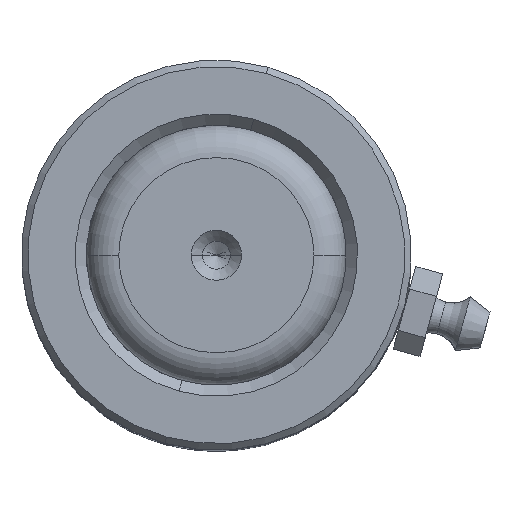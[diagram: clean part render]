
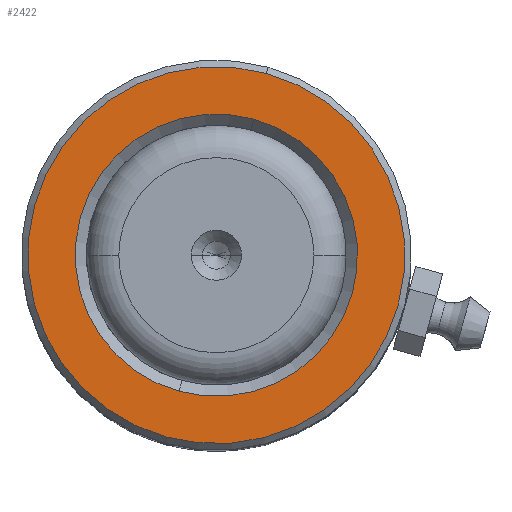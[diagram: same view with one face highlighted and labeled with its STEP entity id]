
A CAD part, top view. The second image highlights one B-rep face of the part: STEP entity #2422.
In plain terms, the highlighted planar face has unit normal (0, 0, 1).
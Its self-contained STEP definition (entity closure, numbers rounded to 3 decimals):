
#315 = EDGE_CURVE ( 'NONE', #1811, #5085, #7957, .T. ) ;
#1071 = PLANE ( 'NONE',  #8014 ) ;
#1279 = CARTESIAN_POINT ( 'NONE',  ( 20.3, 0., 80. ) ) ;
#1678 = CIRCLE ( 'NONE', #2974, 15.2 ) ;
#1717 = DIRECTION ( 'NONE',  ( 1., 0., 0. ) ) ;
#1811 = VERTEX_POINT ( 'NONE', #8390 ) ;
#1837 = CARTESIAN_POINT ( 'NONE',  ( -20.3, 0., 80. ) ) ;
#1977 = DIRECTION ( 'NONE',  ( 0., 0., 1. ) ) ;
#1984 = AXIS2_PLACEMENT_3D ( 'NONE', #6970, #7700, #4145 ) ;
#2413 = CARTESIAN_POINT ( 'NONE',  ( -15.2, 0., 80. ) ) ;
#2420 = FACE_BOUND ( 'NONE', #3588, .T. ) ;
#2422 = ADVANCED_FACE ( 'NONE', ( #2517, #2420 ), #1071, .T. ) ;
#2473 = DIRECTION ( 'NONE',  ( 1., 0., 0. ) ) ;
#2517 = FACE_OUTER_BOUND ( 'NONE', #3988, .T. ) ;
#2676 = ORIENTED_EDGE ( 'NONE', *, *, #315, .T. ) ;
#2916 = DIRECTION ( 'NONE',  ( 1., 0., 0. ) ) ;
#2974 = AXIS2_PLACEMENT_3D ( 'NONE', #5868, #5152, #2916 ) ;
#3031 = ORIENTED_EDGE ( 'NONE', *, *, #6296, .T. ) ;
#3063 = DIRECTION ( 'NONE',  ( 0., 0., 1. ) ) ;
#3137 = EDGE_CURVE ( 'NONE', #5085, #1811, #1678, .T. ) ;
#3232 = AXIS2_PLACEMENT_3D ( 'NONE', #5422, #1977, #4132 ) ;
#3588 = EDGE_LOOP ( 'NONE', ( #2676, #4298 ) ) ;
#3935 = AXIS2_PLACEMENT_3D ( 'NONE', #6602, #7303, #2473 ) ;
#3988 = EDGE_LOOP ( 'NONE', ( #3031, #7323 ) ) ;
#4132 = DIRECTION ( 'NONE',  ( 1., 0., 0. ) ) ;
#4145 = DIRECTION ( 'NONE',  ( 1., 0., 0. ) ) ;
#4298 = ORIENTED_EDGE ( 'NONE', *, *, #3137, .T. ) ;
#5085 = VERTEX_POINT ( 'NONE', #2413 ) ;
#5152 = DIRECTION ( 'NONE',  ( 0., 0., -1. ) ) ;
#5422 = CARTESIAN_POINT ( 'NONE',  ( 0., 0., 80. ) ) ;
#5748 = VERTEX_POINT ( 'NONE', #1837 ) ;
#5868 = CARTESIAN_POINT ( 'NONE',  ( 0., 0., 80. ) ) ;
#6296 = EDGE_CURVE ( 'NONE', #5748, #7759, #6697, .T. ) ;
#6589 = CARTESIAN_POINT ( 'NONE',  ( 0., 0., 80. ) ) ;
#6602 = CARTESIAN_POINT ( 'NONE',  ( 0., 0., 80. ) ) ;
#6697 = CIRCLE ( 'NONE', #3232, 20.3 ) ;
#6970 = CARTESIAN_POINT ( 'NONE',  ( 0., 0., 80. ) ) ;
#7303 = DIRECTION ( 'NONE',  ( 0., 0., 1. ) ) ;
#7323 = ORIENTED_EDGE ( 'NONE', *, *, #8907, .T. ) ;
#7700 = DIRECTION ( 'NONE',  ( 0., 0., -1. ) ) ;
#7759 = VERTEX_POINT ( 'NONE', #1279 ) ;
#7957 = CIRCLE ( 'NONE', #1984, 15.2 ) ;
#7988 = CIRCLE ( 'NONE', #3935, 20.3 ) ;
#8014 = AXIS2_PLACEMENT_3D ( 'NONE', #6589, #3063, #1717 ) ;
#8390 = CARTESIAN_POINT ( 'NONE',  ( 15.2, 0., 80. ) ) ;
#8907 = EDGE_CURVE ( 'NONE', #7759, #5748, #7988, .T. ) ;
